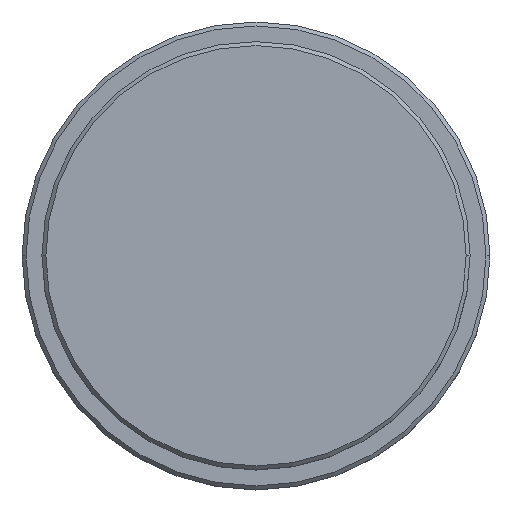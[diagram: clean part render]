
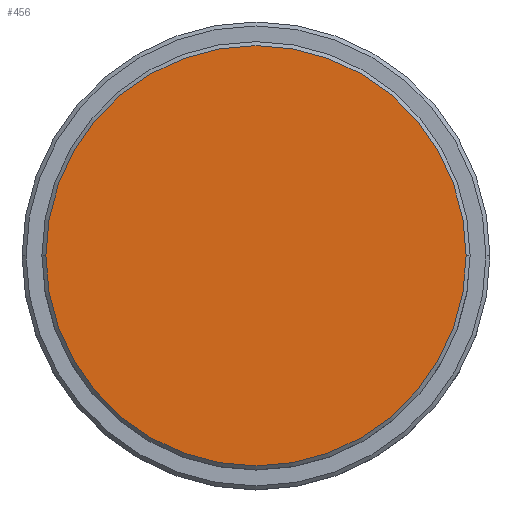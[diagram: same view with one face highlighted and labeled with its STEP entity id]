
A CAD part, top view. The second image highlights one B-rep face of the part: STEP entity #456.
In plain terms, the highlighted planar face has unit normal (0, 0, 1).
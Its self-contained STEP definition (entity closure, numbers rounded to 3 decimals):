
#155 = EDGE_CURVE ( 'NONE', #705, #1016, #845, .T. ) ;
#242 = AXIS2_PLACEMENT_3D ( 'NONE', #303, #1295, #1183 ) ;
#303 = CARTESIAN_POINT ( 'NONE',  ( 0., 0., 0. ) ) ;
#439 = CARTESIAN_POINT ( 'NONE',  ( -26.5, 0., 0. ) ) ;
#456 = ADVANCED_FACE ( 'NONE', ( #1310 ), #1285, .T. ) ;
#621 = ORIENTED_EDGE ( 'NONE', *, *, #155, .T. ) ;
#622 = CARTESIAN_POINT ( 'NONE',  ( 26.5, 0., 0. ) ) ;
#655 = DIRECTION ( 'NONE',  ( 1., 0., 0. ) ) ;
#678 = EDGE_LOOP ( 'NONE', ( #621, #1228 ) ) ;
#705 = VERTEX_POINT ( 'NONE', #439 ) ;
#711 = EDGE_CURVE ( 'NONE', #1016, #705, #774, .T. ) ;
#774 = CIRCLE ( 'NONE', #1210, 26.5 ) ;
#791 = DIRECTION ( 'NONE',  ( 0., 0., 1. ) ) ;
#845 = CIRCLE ( 'NONE', #1387, 26.5 ) ;
#924 = DIRECTION ( 'NONE',  ( 1., 0., 0. ) ) ;
#1016 = VERTEX_POINT ( 'NONE', #622 ) ;
#1022 = DIRECTION ( 'NONE',  ( 0., 0., 1. ) ) ;
#1183 = DIRECTION ( 'NONE',  ( 1., 0., 0. ) ) ;
#1210 = AXIS2_PLACEMENT_3D ( 'NONE', #1311, #791, #655 ) ;
#1228 = ORIENTED_EDGE ( 'NONE', *, *, #711, .T. ) ;
#1253 = CARTESIAN_POINT ( 'NONE',  ( 0., 0., 0. ) ) ;
#1285 = PLANE ( 'NONE',  #242 ) ;
#1295 = DIRECTION ( 'NONE',  ( 0., 0., 1. ) ) ;
#1310 = FACE_OUTER_BOUND ( 'NONE', #678, .T. ) ;
#1311 = CARTESIAN_POINT ( 'NONE',  ( 0., 0., 0. ) ) ;
#1387 = AXIS2_PLACEMENT_3D ( 'NONE', #1253, #1022, #924 ) ;
